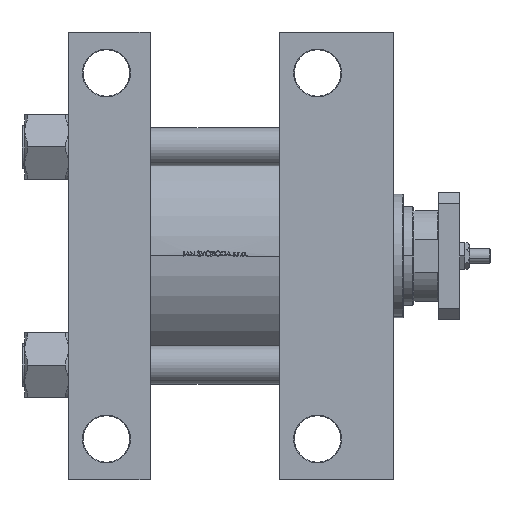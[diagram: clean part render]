
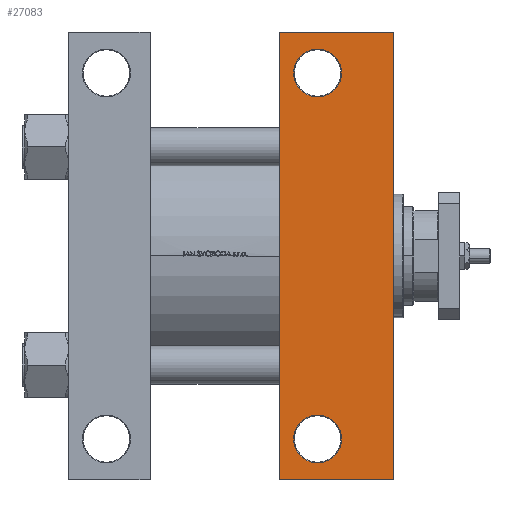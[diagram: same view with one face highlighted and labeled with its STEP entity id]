
A CAD part, front view. The second image highlights one B-rep face of the part: STEP entity #27083.
In plain terms, the highlighted face is planar.
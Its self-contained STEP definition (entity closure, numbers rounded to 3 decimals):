
#1159 = FACE_BOUND ( 'NONE', #6664, .T. ) ;
#1423 = PLANE ( 'NONE',  #6001 ) ;
#2022 = AXIS2_PLACEMENT_3D ( 'NONE', #47000, #8929, #34122 ) ;
#2115 = EDGE_CURVE ( 'NONE', #19628, #38517, #15993, .T. ) ;
#3957 = CARTESIAN_POINT ( 'NONE',  ( 194., -130., -102.5 ) ) ;
#4231 = CIRCLE ( 'NONE', #19073, 17. ) ;
#5624 = DIRECTION ( 'NONE',  ( 0., -1., 0. ) ) ;
#5890 = EDGE_CURVE ( 'NONE', #7520, #26825, #48439, .T. ) ;
#6001 = AXIS2_PLACEMENT_3D ( 'NONE', #47182, #14023, #39754 ) ;
#6066 = DIRECTION ( 'NONE',  ( 0., 0., 1. ) ) ;
#6664 = EDGE_LOOP ( 'NONE', ( #26514, #34750 ) ) ;
#7323 = ORIENTED_EDGE ( 'NONE', *, *, #42831, .T. ) ;
#7520 = VERTEX_POINT ( 'NONE', #50220 ) ;
#8317 = EDGE_CURVE ( 'NONE', #26825, #9242, #30680, .T. ) ;
#8929 = DIRECTION ( 'NONE',  ( 0., 0., 1. ) ) ;
#9242 = VERTEX_POINT ( 'NONE', #32305 ) ;
#10643 = CARTESIAN_POINT ( 'NONE',  ( 160., -130., -102.5 ) ) ;
#11069 = CARTESIAN_POINT ( 'NONE',  ( 177., 130., -102.5 ) ) ;
#12832 = EDGE_CURVE ( 'NONE', #53313, #9242, #23119, .T. ) ;
#14023 = DIRECTION ( 'NONE',  ( 0., 0., -1. ) ) ;
#15280 = AXIS2_PLACEMENT_3D ( 'NONE', #44674, #6066, #47720 ) ;
#15993 = CIRCLE ( 'NONE', #2022, 17. ) ;
#17037 = CIRCLE ( 'NONE', #15280, 17. ) ;
#17360 = CARTESIAN_POINT ( 'NONE',  ( 150., 159., -102.5 ) ) ;
#18125 = FACE_OUTER_BOUND ( 'NONE', #52536, .T. ) ;
#19073 = AXIS2_PLACEMENT_3D ( 'NONE', #36909, #24322, #32821 ) ;
#19380 = CARTESIAN_POINT ( 'NONE',  ( 231., 102.5, -102.5 ) ) ;
#19628 = VERTEX_POINT ( 'NONE', #3957 ) ;
#20527 = VECTOR ( 'NONE', #28145, 1000. ) ;
#21424 = VECTOR ( 'NONE', #48960, 1000. ) ;
#22103 = ORIENTED_EDGE ( 'NONE', *, *, #23430, .T. ) ;
#23119 = LINE ( 'NONE', #52464, #46053 ) ;
#23430 = EDGE_CURVE ( 'NONE', #53313, #7520, #45873, .T. ) ;
#24322 = DIRECTION ( 'NONE',  ( 0., 0., 1. ) ) ;
#26514 = ORIENTED_EDGE ( 'NONE', *, *, #45308, .T. ) ;
#26825 = VERTEX_POINT ( 'NONE', #41149 ) ;
#27083 = ADVANCED_FACE ( 'NONE', ( #27155, #1159, #18125 ), #1423, .T. ) ;
#27155 = FACE_BOUND ( 'NONE', #39502, .T. ) ;
#28145 = DIRECTION ( 'NONE',  ( 0., -1., 0. ) ) ;
#30408 = VERTEX_POINT ( 'NONE', #37464 ) ;
#30680 = LINE ( 'NONE', #47394, #21424 ) ;
#31413 = EDGE_CURVE ( 'NONE', #30408, #46317, #42964, .T. ) ;
#32305 = CARTESIAN_POINT ( 'NONE',  ( 150., -159., -102.5 ) ) ;
#32821 = DIRECTION ( 'NONE',  ( 0., 1., 0. ) ) ;
#33345 = AXIS2_PLACEMENT_3D ( 'NONE', #11069, #36258, #53005 ) ;
#34122 = DIRECTION ( 'NONE',  ( 0., 1., 0. ) ) ;
#34750 = ORIENTED_EDGE ( 'NONE', *, *, #2115, .T. ) ;
#35763 = VECTOR ( 'NONE', #42018, 1000. ) ;
#36120 = CARTESIAN_POINT ( 'NONE',  ( 160., 130., -102.5 ) ) ;
#36258 = DIRECTION ( 'NONE',  ( 0., 0., 1. ) ) ;
#36909 = CARTESIAN_POINT ( 'NONE',  ( 177., -130., -102.5 ) ) ;
#37464 = CARTESIAN_POINT ( 'NONE',  ( 194., 130., -102.5 ) ) ;
#38517 = VERTEX_POINT ( 'NONE', #10643 ) ;
#38832 = ORIENTED_EDGE ( 'NONE', *, *, #31413, .T. ) ;
#38980 = CARTESIAN_POINT ( 'NONE',  ( 150., 159., -102.5 ) ) ;
#39502 = EDGE_LOOP ( 'NONE', ( #7323, #38832 ) ) ;
#39754 = DIRECTION ( 'NONE',  ( 0., 1., 0. ) ) ;
#41149 = CARTESIAN_POINT ( 'NONE',  ( 231., -159., -102.5 ) ) ;
#41970 = ORIENTED_EDGE ( 'NONE', *, *, #5890, .T. ) ;
#42018 = DIRECTION ( 'NONE',  ( 1., 0., 0. ) ) ;
#42831 = EDGE_CURVE ( 'NONE', #46317, #30408, #17037, .T. ) ;
#42964 = CIRCLE ( 'NONE', #33345, 17. ) ;
#44674 = CARTESIAN_POINT ( 'NONE',  ( 177., 130., -102.5 ) ) ;
#45308 = EDGE_CURVE ( 'NONE', #38517, #19628, #4231, .T. ) ;
#45873 = LINE ( 'NONE', #17360, #35763 ) ;
#46053 = VECTOR ( 'NONE', #5624, 1000. ) ;
#46317 = VERTEX_POINT ( 'NONE', #36120 ) ;
#47000 = CARTESIAN_POINT ( 'NONE',  ( 177., -130., -102.5 ) ) ;
#47182 = CARTESIAN_POINT ( 'NONE',  ( 231., 102.5, -102.5 ) ) ;
#47394 = CARTESIAN_POINT ( 'NONE',  ( 150., -159., -102.5 ) ) ;
#47720 = DIRECTION ( 'NONE',  ( 0., 1., 0. ) ) ;
#48106 = ORIENTED_EDGE ( 'NONE', *, *, #8317, .T. ) ;
#48439 = LINE ( 'NONE', #19380, #20527 ) ;
#48960 = DIRECTION ( 'NONE',  ( -1., 0., 0. ) ) ;
#50008 = ORIENTED_EDGE ( 'NONE', *, *, #12832, .F. ) ;
#50220 = CARTESIAN_POINT ( 'NONE',  ( 231., 159., -102.5 ) ) ;
#52464 = CARTESIAN_POINT ( 'NONE',  ( 150., 102.5, -102.5 ) ) ;
#52536 = EDGE_LOOP ( 'NONE', ( #50008, #22103, #41970, #48106 ) ) ;
#53005 = DIRECTION ( 'NONE',  ( 0., 1., 0. ) ) ;
#53313 = VERTEX_POINT ( 'NONE', #38980 ) ;
